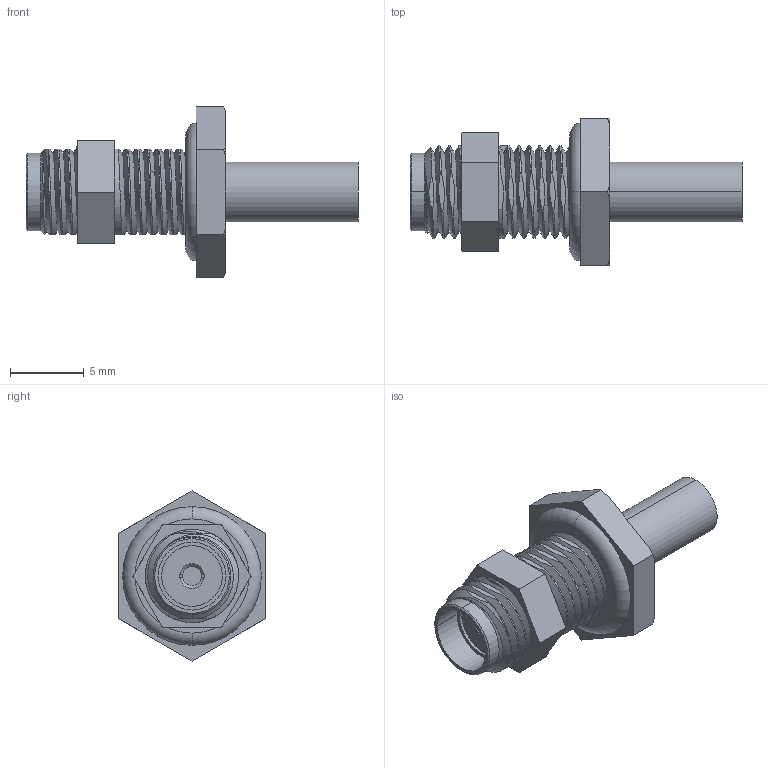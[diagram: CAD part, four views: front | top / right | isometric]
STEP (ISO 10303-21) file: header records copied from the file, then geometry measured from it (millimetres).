
FILE_DESCRIPTION((''),'2;1');
FILE_NAME('PRT0001','2021-08-15T',('1111'),(''),'PRO/ENGINEER BY PARAMETRIC TECHNOLOGY CORPORATION, 2012090','PRO/ENGINEER BY PARAMETRIC TECHNOLOGY CORPORATION, 2012090','');
FILE_SCHEMA(('CONFIG_CONTROL_DESIGN'));
Products named in the file (1): PRT0001
Bounding box: 22.46 x 9.96 x 11.5 mm (x, y, z)
Volume: 569.7 mm3; surface area: 916.9 mm2
Topology: 1 solids, 1 shells, 1950 faces, 4278 edges, 2341 vertices
Faces by surface type: plane 1101, extrusion 576, cylinder 235, cone 26, bspline 10, torus 2
Entity records: 60703 total; most frequent: CARTESIAN_POINT 24746, ORIENTED_EDGE 8556, DIRECTION 4756, EDGE_CURVE 4278, B_SPLINE_CURVE_WITH_KNOTS 3490, VERTEX_POINT 2341, EDGE_LOOP 1961, FACE_OUTER_BOUND 1950
